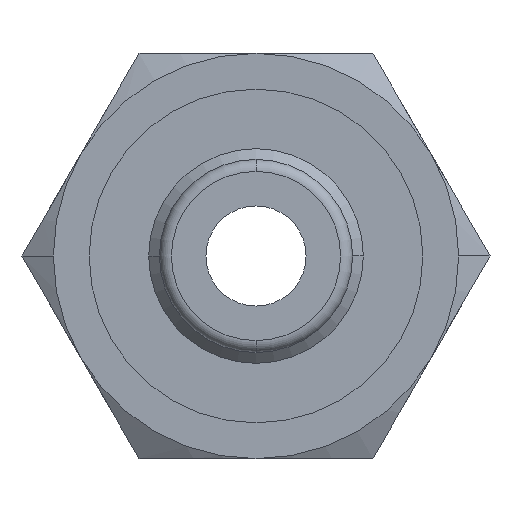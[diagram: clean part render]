
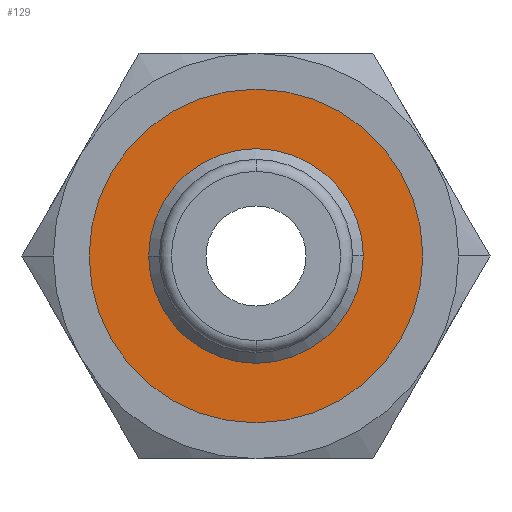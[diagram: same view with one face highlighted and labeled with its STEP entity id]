
A CAD part, front view. The second image highlights one B-rep face of the part: STEP entity #129.
In plain terms, the highlighted planar face has unit normal (0, -1, 0).
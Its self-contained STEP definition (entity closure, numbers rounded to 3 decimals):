
#129=ADVANCED_FACE('',(#277,#278),#279,.T.);
#277=FACE_OUTER_BOUND('',#442,.T.);
#278=FACE_BOUND('',#443,.T.);
#279=PLANE('',#444);
#442=EDGE_LOOP('',(#742,#743));
#443=EDGE_LOOP('',(#744,#745));
#444=AXIS2_PLACEMENT_3D('',#746,#747,#748);
#742=ORIENTED_EDGE('',*,*,#1049,.T.);
#743=ORIENTED_EDGE('',*,*,#983,.T.);
#744=ORIENTED_EDGE('',*,*,#1021,.F.);
#745=ORIENTED_EDGE('',*,*,#1050,.F.);
#746=CARTESIAN_POINT('',(0.0,14.0,0.0));
#747=DIRECTION('',(0.0,-1.0,0.0));
#748=DIRECTION('',(-1.0,0.0,0.0));
#983=EDGE_CURVE('',#1174,#1172,#1175,.T.);
#1021=EDGE_CURVE('',#1229,#1227,#1231,.T.);
#1049=EDGE_CURVE('',#1172,#1174,#1264,.T.);
#1050=EDGE_CURVE('',#1227,#1229,#1265,.T.);
#1172=VERTEX_POINT('',#1502);
#1174=VERTEX_POINT('',#1505);
#1175=CIRCLE('',#1506,7.0);
#1227=VERTEX_POINT('',#1655);
#1229=VERTEX_POINT('',#1658);
#1231=CIRCLE('',#1661,4.5);
#1264=CIRCLE('',#1775,7.0);
#1265=CIRCLE('',#1776,4.5);
#1502=CARTESIAN_POINT('',(7.0,14.0,0.0));
#1505=CARTESIAN_POINT('',(-7.0,14.0,0.));
#1506=AXIS2_PLACEMENT_3D('',#1901,#1902,#1903);
#1655=CARTESIAN_POINT('',(4.5,14.0,0.));
#1658=CARTESIAN_POINT('',(-4.5,14.0,0.));
#1661=AXIS2_PLACEMENT_3D('',#1942,#1943,#1944);
#1775=AXIS2_PLACEMENT_3D('',#1967,#1968,#1969);
#1776=AXIS2_PLACEMENT_3D('',#1970,#1971,#1972);
#1901=CARTESIAN_POINT('',(0.0,14.0,0.0));
#1902=DIRECTION('',(0.0,-1.0,0.0));
#1903=DIRECTION('',(1.0,0.0,0.0));
#1942=CARTESIAN_POINT('',(0.0,14.0,0.0));
#1943=DIRECTION('',(0.0,-1.0,0.0));
#1944=DIRECTION('',(1.0,0.0,0.0));
#1967=CARTESIAN_POINT('',(0.0,14.0,0.0));
#1968=DIRECTION('',(0.0,-1.0,0.0));
#1969=DIRECTION('',(1.0,0.0,0.0));
#1970=CARTESIAN_POINT('',(0.0,14.0,0.0));
#1971=DIRECTION('',(0.0,-1.0,0.0));
#1972=DIRECTION('',(1.0,0.0,0.0));
